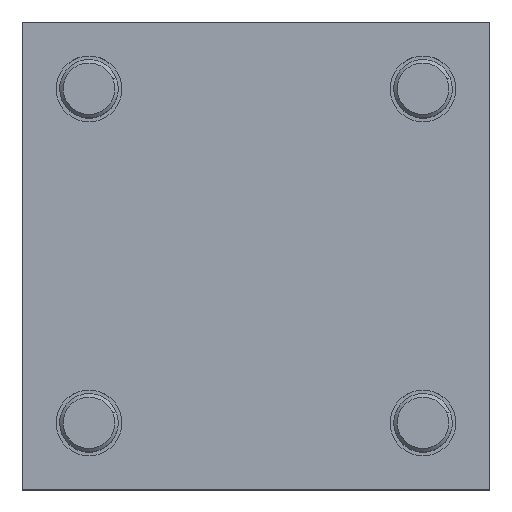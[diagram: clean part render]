
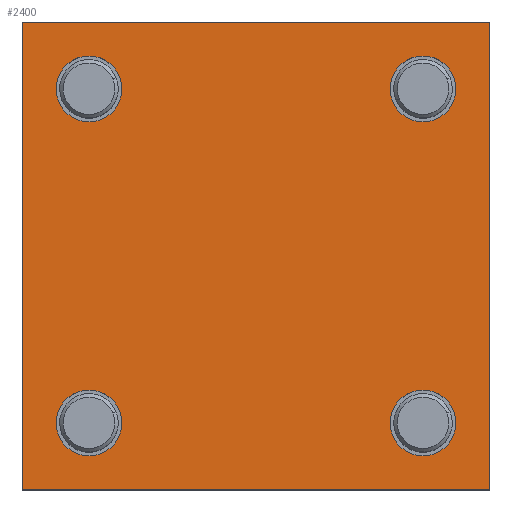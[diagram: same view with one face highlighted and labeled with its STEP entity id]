
A CAD part, top view. The second image highlights one B-rep face of the part: STEP entity #2400.
In plain terms, the highlighted planar face has unit normal (0, 0, 1).
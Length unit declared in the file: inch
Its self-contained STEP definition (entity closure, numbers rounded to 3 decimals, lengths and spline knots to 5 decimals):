
#38 = DIRECTION ( 'NONE',  ( 0., 0., -1. ) ) ;
#41 = DIRECTION ( 'NONE',  ( -1., 0., 0. ) ) ;
#42 = VERTEX_POINT ( 'NONE', #636 ) ;
#66 = DIRECTION ( 'NONE',  ( 1., 0., 0. ) ) ;
#135 = ORIENTED_EDGE ( 'NONE', *, *, #1587, .T. ) ;
#144 = CARTESIAN_POINT ( 'NONE',  ( -0.85463, -0.714, 0.375 ) ) ;
#175 = CIRCLE ( 'NONE', #516, 0.14062 ) ;
#242 = CARTESIAN_POINT ( 'NONE',  ( -1., -1., 0.375 ) ) ;
#293 = DIRECTION ( 'NONE',  ( -1., 0., 0. ) ) ;
#308 = CARTESIAN_POINT ( 'NONE',  ( 0.714, -0.714, 0.375 ) ) ;
#380 = LINE ( 'NONE', #2034, #1344 ) ;
#393 = DIRECTION ( 'NONE',  ( -1., 0., 0. ) ) ;
#404 = ORIENTED_EDGE ( 'NONE', *, *, #2673, .T. ) ;
#455 = CARTESIAN_POINT ( 'NONE',  ( -0.714, 0.714, 0.375 ) ) ;
#479 = DIRECTION ( 'NONE',  ( -1., 0., 0. ) ) ;
#482 = LINE ( 'NONE', #242, #1100 ) ;
#516 = AXIS2_PLACEMENT_3D ( 'NONE', #1193, #1636, #2244 ) ;
#575 = CARTESIAN_POINT ( 'NONE',  ( -1., -1., 0.375 ) ) ;
#598 = ORIENTED_EDGE ( 'NONE', *, *, #1862, .T. ) ;
#628 = CARTESIAN_POINT ( 'NONE',  ( -0.714, -0.714, 0.375 ) ) ;
#636 = CARTESIAN_POINT ( 'NONE',  ( -0.57338, -0.714, 0.375 ) ) ;
#679 = CARTESIAN_POINT ( 'NONE',  ( -1., 1., 0.375 ) ) ;
#760 = AXIS2_PLACEMENT_3D ( 'NONE', #455, #1701, #1499 ) ;
#764 = EDGE_CURVE ( 'NONE', #2375, #1998, #798, .T. ) ;
#796 = AXIS2_PLACEMENT_3D ( 'NONE', #308, #1773, #479 ) ;
#798 = CIRCLE ( 'NONE', #796, 0.14062 ) ;
#810 = EDGE_CURVE ( 'NONE', #1366, #1525, #2343, .T. ) ;
#847 = ORIENTED_EDGE ( 'NONE', *, *, #2677, .T. ) ;
#890 = CARTESIAN_POINT ( 'NONE',  ( -0.85463, 0.714, 0.375 ) ) ;
#902 = CARTESIAN_POINT ( 'NONE',  ( -1., -1., 0.375 ) ) ;
#909 = CIRCLE ( 'NONE', #1730, 0.14062 ) ;
#937 = DIRECTION ( 'NONE',  ( -1., 0., 0. ) ) ;
#951 = FACE_BOUND ( 'NONE', #1865, .T. ) ;
#965 = FACE_BOUND ( 'NONE', #2524, .T. ) ;
#985 = VECTOR ( 'NONE', #66, 39.37008 ) ;
#1021 = CIRCLE ( 'NONE', #2458, 0.14062 ) ;
#1024 = EDGE_LOOP ( 'NONE', ( #1154, #2198 ) ) ;
#1027 = DIRECTION ( 'NONE',  ( -1., 0., 0. ) ) ;
#1046 = VERTEX_POINT ( 'NONE', #1503 ) ;
#1050 = CARTESIAN_POINT ( 'NONE',  ( -1., 1., 0.375 ) ) ;
#1082 = ORIENTED_EDGE ( 'NONE', *, *, #1102, .T. ) ;
#1100 = VECTOR ( 'NONE', #1872, 39.37008 ) ;
#1102 = EDGE_CURVE ( 'NONE', #1525, #2604, #482, .T. ) ;
#1132 = CARTESIAN_POINT ( 'NONE',  ( 0.57337, -0.714, 0.375 ) ) ;
#1133 = AXIS2_PLACEMENT_3D ( 'NONE', #1405, #1209, #393 ) ;
#1154 = ORIENTED_EDGE ( 'NONE', *, *, #1530, .T. ) ;
#1175 = CARTESIAN_POINT ( 'NONE',  ( 0.57337, 0.714, 0.375 ) ) ;
#1193 = CARTESIAN_POINT ( 'NONE',  ( -0.714, -0.714, 0.375 ) ) ;
#1206 = CIRCLE ( 'NONE', #2283, 0.14062 ) ;
#1209 = DIRECTION ( 'NONE',  ( 0., 0., -1. ) ) ;
#1210 = EDGE_LOOP ( 'NONE', ( #1952, #2597 ) ) ;
#1251 = CIRCLE ( 'NONE', #1599, 0.14062 ) ;
#1303 = EDGE_CURVE ( 'NONE', #2372, #1481, #1021, .T. ) ;
#1335 = CARTESIAN_POINT ( 'NONE',  ( -0.714, 0.714, 0.375 ) ) ;
#1344 = VECTOR ( 'NONE', #2009, 39.37008 ) ;
#1366 = VERTEX_POINT ( 'NONE', #1761 ) ;
#1367 = VECTOR ( 'NONE', #293, 39.37008 ) ;
#1405 = CARTESIAN_POINT ( 'NONE',  ( 0.714, -0.714, 0.375 ) ) ;
#1408 = VERTEX_POINT ( 'NONE', #144 ) ;
#1425 = CIRCLE ( 'NONE', #1133, 0.14062 ) ;
#1453 = DIRECTION ( 'NONE',  ( -1., 0., 0. ) ) ;
#1481 = VERTEX_POINT ( 'NONE', #890 ) ;
#1499 = DIRECTION ( 'NONE',  ( -1., 0., 0. ) ) ;
#1503 = CARTESIAN_POINT ( 'NONE',  ( 0.85462, 0.714, 0.375 ) ) ;
#1525 = VERTEX_POINT ( 'NONE', #1050 ) ;
#1530 = EDGE_CURVE ( 'NONE', #1481, #2372, #2505, .T. ) ;
#1548 = CARTESIAN_POINT ( 'NONE',  ( 0.85462, -0.714, 0.375 ) ) ;
#1584 = EDGE_CURVE ( 'NONE', #1046, #2007, #1206, .T. ) ;
#1587 = EDGE_CURVE ( 'NONE', #2604, #1766, #2523, .T. ) ;
#1588 = FACE_BOUND ( 'NONE', #1210, .T. ) ;
#1599 = AXIS2_PLACEMENT_3D ( 'NONE', #628, #38, #1453 ) ;
#1636 = DIRECTION ( 'NONE',  ( 0., 0., -1. ) ) ;
#1689 = ORIENTED_EDGE ( 'NONE', *, *, #2498, .T. ) ;
#1701 = DIRECTION ( 'NONE',  ( 0., 0., -1. ) ) ;
#1730 = AXIS2_PLACEMENT_3D ( 'NONE', #1806, #2655, #1027 ) ;
#1761 = CARTESIAN_POINT ( 'NONE',  ( 1., 1., 0.375 ) ) ;
#1766 = VERTEX_POINT ( 'NONE', #1943 ) ;
#1773 = DIRECTION ( 'NONE',  ( 0., 0., -1. ) ) ;
#1806 = CARTESIAN_POINT ( 'NONE',  ( 0.714, 0.714, 0.375 ) ) ;
#1862 = EDGE_CURVE ( 'NONE', #42, #1408, #1251, .T. ) ;
#1865 = EDGE_LOOP ( 'NONE', ( #2249, #1689 ) ) ;
#1872 = DIRECTION ( 'NONE',  ( 0., -1., 0. ) ) ;
#1905 = CARTESIAN_POINT ( 'NONE',  ( 0.714, 0.714, 0.375 ) ) ;
#1943 = CARTESIAN_POINT ( 'NONE',  ( 1., -1., 0.375 ) ) ;
#1952 = ORIENTED_EDGE ( 'NONE', *, *, #2499, .T. ) ;
#1956 = CARTESIAN_POINT ( 'NONE',  ( -1., 1., 0.375 ) ) ;
#1998 = VERTEX_POINT ( 'NONE', #1548 ) ;
#2007 = VERTEX_POINT ( 'NONE', #1175 ) ;
#2009 = DIRECTION ( 'NONE',  ( 0., 1., 0. ) ) ;
#2034 = CARTESIAN_POINT ( 'NONE',  ( 1., -1., 0.375 ) ) ;
#2062 = EDGE_LOOP ( 'NONE', ( #1082, #135, #404, #2155 ) ) ;
#2129 = DIRECTION ( 'NONE',  ( 0., 0., -1. ) ) ;
#2155 = ORIENTED_EDGE ( 'NONE', *, *, #810, .T. ) ;
#2185 = DIRECTION ( 'NONE',  ( 0., 0., -1. ) ) ;
#2198 = ORIENTED_EDGE ( 'NONE', *, *, #1303, .T. ) ;
#2201 = CARTESIAN_POINT ( 'NONE',  ( -0.57338, 0.714, 0.375 ) ) ;
#2210 = FACE_BOUND ( 'NONE', #1024, .T. ) ;
#2244 = DIRECTION ( 'NONE',  ( -1., 0., 0. ) ) ;
#2249 = ORIENTED_EDGE ( 'NONE', *, *, #764, .T. ) ;
#2283 = AXIS2_PLACEMENT_3D ( 'NONE', #1905, #2129, #41 ) ;
#2343 = LINE ( 'NONE', #679, #1367 ) ;
#2372 = VERTEX_POINT ( 'NONE', #2201 ) ;
#2375 = VERTEX_POINT ( 'NONE', #1132 ) ;
#2400 = ADVANCED_FACE ( 'NONE', ( #1588, #2210, #965, #951, #2603 ), #2630, .F. ) ;
#2458 = AXIS2_PLACEMENT_3D ( 'NONE', #1335, #2608, #2596 ) ;
#2498 = EDGE_CURVE ( 'NONE', #1998, #2375, #1425, .T. ) ;
#2499 = EDGE_CURVE ( 'NONE', #2007, #1046, #909, .T. ) ;
#2505 = CIRCLE ( 'NONE', #760, 0.14062 ) ;
#2523 = LINE ( 'NONE', #902, #985 ) ;
#2524 = EDGE_LOOP ( 'NONE', ( #847, #598 ) ) ;
#2596 = DIRECTION ( 'NONE',  ( -1., 0., 0. ) ) ;
#2597 = ORIENTED_EDGE ( 'NONE', *, *, #1584, .T. ) ;
#2603 = FACE_OUTER_BOUND ( 'NONE', #2062, .T. ) ;
#2604 = VERTEX_POINT ( 'NONE', #575 ) ;
#2608 = DIRECTION ( 'NONE',  ( 0., 0., -1. ) ) ;
#2613 = AXIS2_PLACEMENT_3D ( 'NONE', #1956, #2185, #937 ) ;
#2630 = PLANE ( 'NONE',  #2613 ) ;
#2655 = DIRECTION ( 'NONE',  ( 0., 0., -1. ) ) ;
#2673 = EDGE_CURVE ( 'NONE', #1766, #1366, #380, .T. ) ;
#2677 = EDGE_CURVE ( 'NONE', #1408, #42, #175, .T. ) ;
